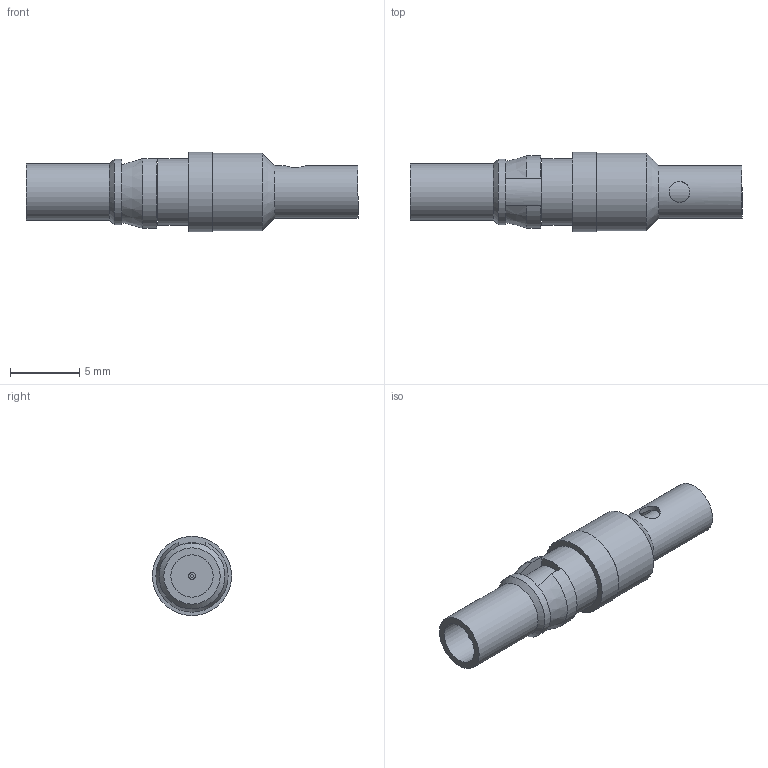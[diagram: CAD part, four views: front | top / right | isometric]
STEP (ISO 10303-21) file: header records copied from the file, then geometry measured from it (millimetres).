
FILE_DESCRIPTION(/* description */ (''),/* implementation_level */ '2;1');
FILE_NAME(/* name */ '100193524ugm000_b.stp',/* time_stamp */ '2017-10-25T15:58:42+02:00',/* author */ (''),/* organization */ (''),/* preprocessor_version */ 'ST-DEVELOPER v16',/* originating_system */ 'SIEMENS PLM Software NX 10.0',/* authorisation */ '');
FILE_SCHEMA (('AUTOMOTIVE_DESIGN { 1 0 10303 214 3 1 1 1 }'));
Length unit declared in the file: millimetre
Products named in the file (1): 100193524ugm000_b
Bounding box: 23.9 x 5.7 x 5.7 mm (x, y, z)
Volume: 318.3 mm3; surface area: 706.1 mm2
Topology: 1 solids, 1 shells, 38 faces, 69 edges, 44 vertices
Faces by surface type: cylinder 17, plane 15, cone 6
Full cylindrical faces by diameter (mm): 0.213 x1, 0.5 x1, 1.5 x1, 2 x1, 2.6 x1, 3.05 x1, 3.1 x1, 3.7 x1, 3.8 x1, 4.05 x1, 4.75 x1, 4.8 x2, 5 x1, 5.6 x1, 5.7 x1
Entity records: 979 total; most frequent: CARTESIAN_POINT 254, DIRECTION 150, ORIENTED_EDGE 96, AXIS2_PLACEMENT_3D 72, EDGE_LOOP 71, FACE_BOUND 64, EDGE_CURVE 48, VERTEX_POINT 43
